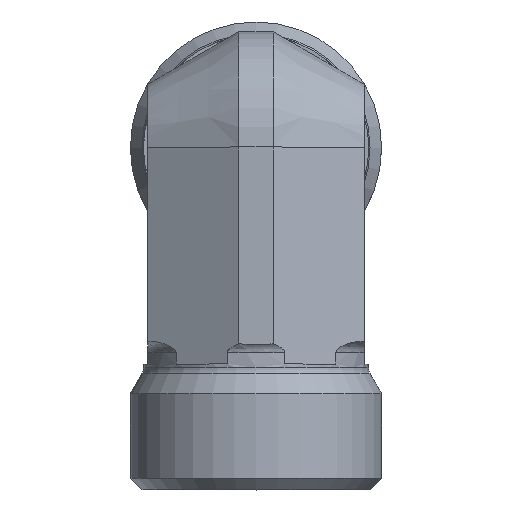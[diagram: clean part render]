
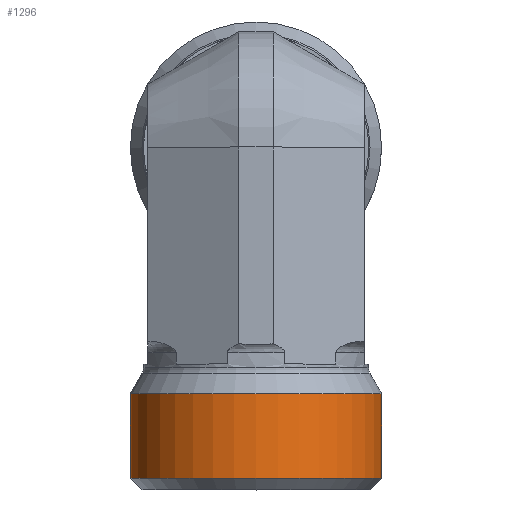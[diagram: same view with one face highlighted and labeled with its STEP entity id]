
A CAD part, top view. The second image highlights one B-rep face of the part: STEP entity #1296.
In plain terms, the highlighted cylindrical face has radius 11 mm (diameter 22 mm), a full revolution.
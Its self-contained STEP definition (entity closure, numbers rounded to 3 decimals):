
#1254=CARTESIAN_POINT('',(-7.985,-19.456,19.0));
#1255=VERTEX_POINT('',#1254);
#1256=CARTESIAN_POINT('',(-18.985,-19.456,19.0));
#1257=DIRECTION('',(0.0,-1.0,0.0));
#1258=DIRECTION('',(-1.0,0.0,0.0));
#1259=AXIS2_PLACEMENT_3D('',#1256,#1257,#1258);
#1260=CIRCLE('',#1259,11.0);
#1261=EDGE_CURVE('',#1255,#1255,#1260,.T.);
#1277=CARTESIAN_POINT('',(-18.985,-20.456,19.0));
#1278=DIRECTION('',(0.0,1.0,0.0));
#1279=DIRECTION('',(-1.0,0.0,0.0));
#1280=AXIS2_PLACEMENT_3D('',#1277,#1278,#1279);
#1281=CYLINDRICAL_SURFACE('',#1280,11.0);
#1282=CARTESIAN_POINT('',(-29.985,-12.048,19.0));
#1283=VERTEX_POINT('',#1282);
#1284=CARTESIAN_POINT('',(-18.985,-12.048,19.0));
#1285=DIRECTION('',(0.0,-1.0,0.0));
#1286=DIRECTION('',(-1.0,0.0,0.0));
#1287=AXIS2_PLACEMENT_3D('',#1284,#1285,#1286);
#1288=CIRCLE('',#1287,11.0);
#1289=EDGE_CURVE('',#1283,#1283,#1288,.T.);
#1290=ORIENTED_EDGE('',*,*,#1289,.T.);
#1291=EDGE_LOOP('',(#1290));
#1292=FACE_OUTER_BOUND('',#1291,.T.);
#1293=ORIENTED_EDGE('',*,*,#1261,.F.);
#1294=EDGE_LOOP('',(#1293));
#1295=FACE_BOUND('',#1294,.T.);
#1296=ADVANCED_FACE('',(#1292,#1295),#1281,.T.);
